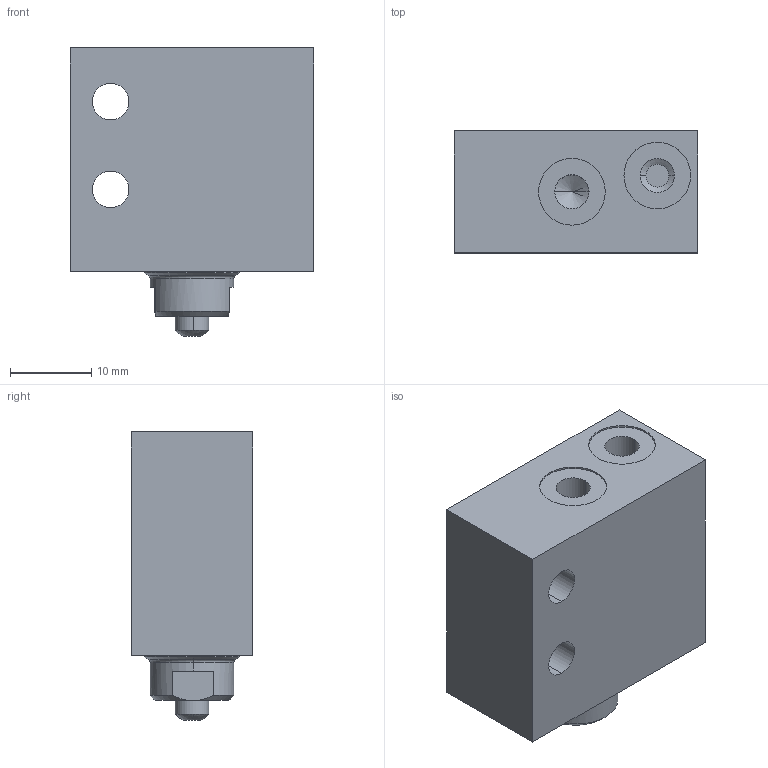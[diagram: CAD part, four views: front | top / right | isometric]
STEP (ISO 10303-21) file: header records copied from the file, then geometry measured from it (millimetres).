
FILE_DESCRIPTION (( 'STEP AP214' ), '1' );
FILE_NAME ('08_045_4.STEP', '2016-01-07T16:31:15', ( '' ), ( '' ), 'SwSTEP 2.0', 'SolidWorks 2016', '' );
FILE_SCHEMA (( 'AUTOMOTIVE_DESIGN' ));
Length unit declared in the file: millimetre
Products named in the file (1): 08_045_4
Bounding box: 30 x 15 x 35.43 mm (x, y, z)
Volume: 11918.5 mm3; surface area: 4459.5 mm2
Topology: 2 solids, 2 shells, 61 faces, 143 edges, 88 vertices
Faces by surface type: cylinder 27, plane 16, cone 12, sphere 4, torus 2
Entity records: 2425 total; most frequent: CARTESIAN_POINT 343, DIRECTION 320, ORIENTED_EDGE 264, EDGE_CURVE 132, AXIS2_PLACEMENT_3D 132, VERTEX_POINT 85, EDGE_LOOP 75, CIRCLE 70
